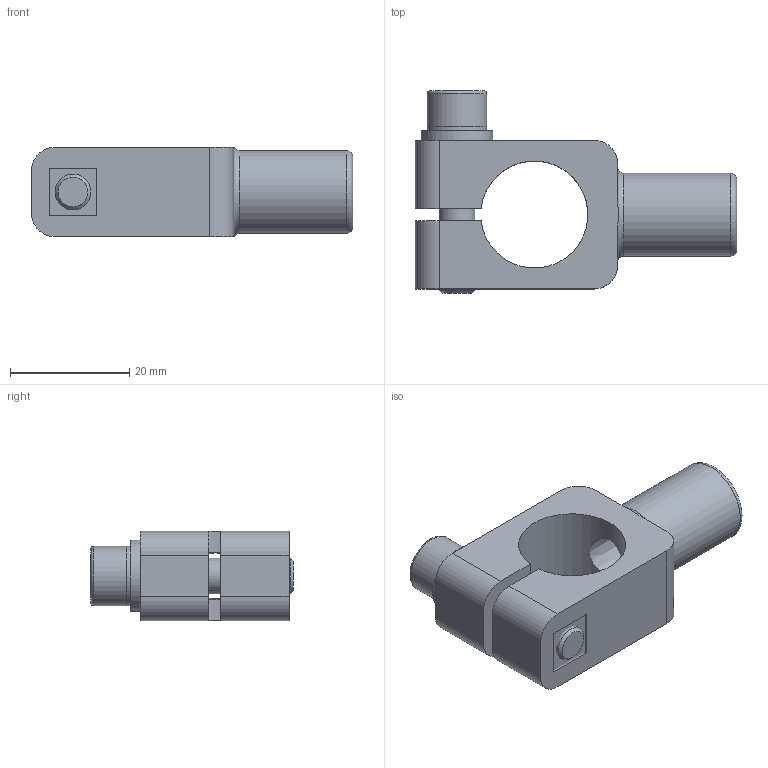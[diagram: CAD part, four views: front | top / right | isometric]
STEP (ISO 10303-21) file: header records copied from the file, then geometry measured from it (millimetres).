
FILE_DESCRIPTION((''),'2;1');
FILE_NAME('1-804-07-00-0 SH 18-14.stp','2008-01-17T10:49:47',('Wilberg'),(''),'Autodesk Inventor 11','Autodesk Inventor 11','');
FILE_SCHEMA(('AUTOMOTIVE_DESIGN { 1 0 10303 214 1 1 1 1 }'));
Length unit declared in the file: millimetre
Products named in the file (6): 1-804-07-00-0 SH 18-14; 1-804-07-01-0 -; ISO 4762-M6x28; DIN 562-M6; ISO 7090-FormA6.4; BMU-493-006
Assembly tree (5 placements, depth 2):
  1-804-07-00-0 SH 18-14
    1-804-07-01-0 -
    ISO 4762-M6x28
    DIN 562-M6
    ISO 7090-FormA6.4
    BMU-493-006
Bounding box: 54 x 34 x 15 mm (x, y, z)
Volume: 11029.6 mm3; surface area: 7230.1 mm2
Topology: 5 solids, 5 shells, 63 faces, 140 edges, 90 vertices
Faces by surface type: plane 41, cylinder 14, bspline 5, torus 2, cone 1
Full cylindrical faces by diameter (mm): 6 x1, 6.4 x2, 10 x2, 12 x1, 13.9 x1
Entity records: 2051 total; most frequent: CARTESIAN_POINT 540, DIRECTION 296, ORIENTED_EDGE 242, EDGE_CURVE 121, AXIS2_PLACEMENT_3D 109, EDGE_LOOP 93, VERTEX_POINT 86, VECTOR 78
